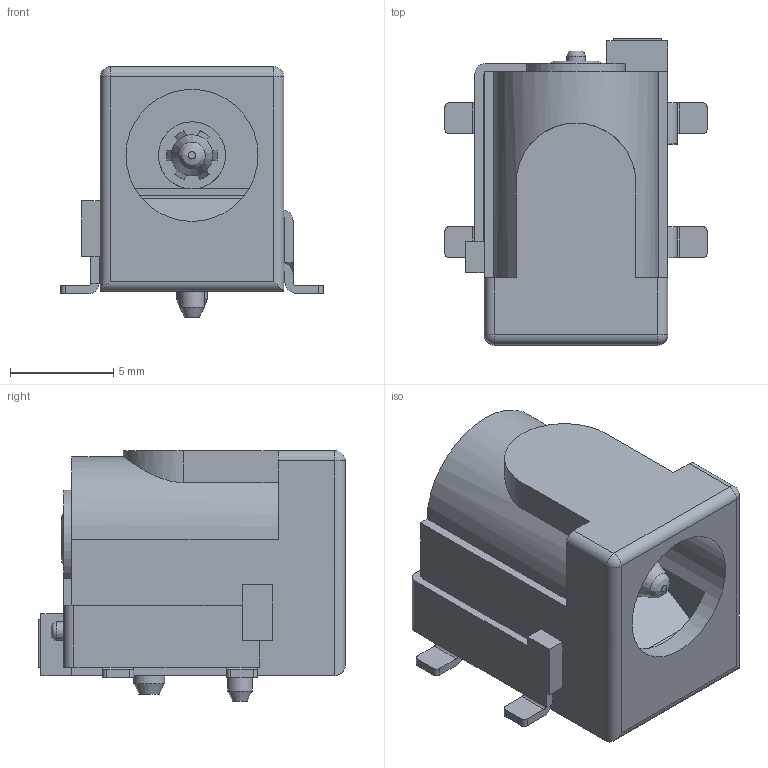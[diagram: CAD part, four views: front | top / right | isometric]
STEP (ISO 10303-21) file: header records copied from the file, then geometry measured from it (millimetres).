
FILE_DESCRIPTION(/* description */ (''),/* implementation_level */ '2;1');
FILE_NAME(/* name */ 'FC681465S smd.stp',/* time_stamp */ '2021-10-21T12:08:48+01:00',/* author */ ('tottley'),/* organization */ (''),/* preprocessor_version */ 'ST-DEVELOPER v18.1',/* originating_system */ 'Autodesk Inventor 2022',/* authorisation */ '');
FILE_SCHEMA (('AUTOMOTIVE_DESIGN { 1 0 10303 214 3 1 1 }'));
Length unit declared in the file: millimetre
Products named in the file (1): Part1
Bounding box: 12.7 x 14.85 x 12.15 mm (x, y, z)
Volume: 794.9 mm3; surface area: 1349.5 mm2
Topology: 2 solids, 2 shells, 304 faces, 839 edges, 542 vertices
Faces by surface type: plane 149, cylinder 90, bspline 31, cone 29, torus 3, sphere 2
Full cylindrical faces by diameter (mm): 0.9 x1, 0.95 x1, 1.2 x1, 1.4 x1, 1.5 x1, 2 x1, 3 x1, 3.25 x1, 6.4 x1
Entity records: 10821 total; most frequent: CARTESIAN_POINT 3076, ORIENTED_EDGE 1678, DIRECTION 1379, EDGE_CURVE 839, VERTEX_POINT 542, AXIS2_PLACEMENT_3D 485, LINE 409, VECTOR 409
